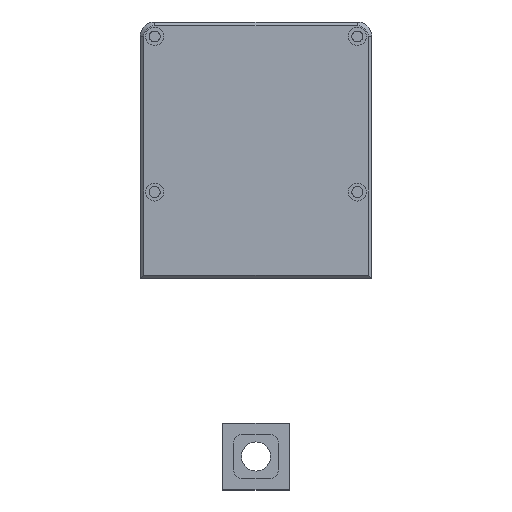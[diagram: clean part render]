
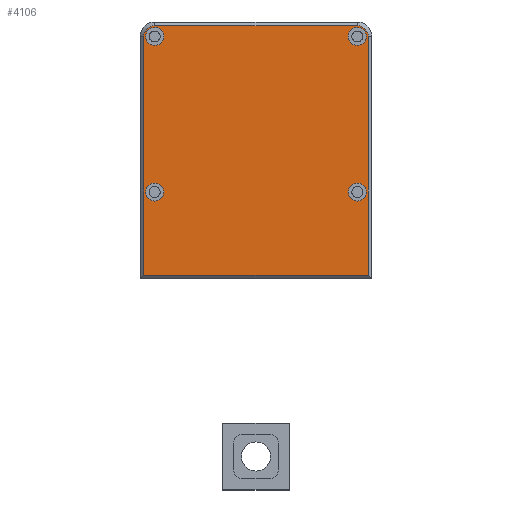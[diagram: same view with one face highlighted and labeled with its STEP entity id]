
A CAD part, top view. The second image highlights one B-rep face of the part: STEP entity #4106.
In plain terms, the highlighted planar face has unit normal (0, 0, 1).
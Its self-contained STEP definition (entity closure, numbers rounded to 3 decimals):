
#95=FACE_BOUND('',#672,.T.);
#96=FACE_BOUND('',#673,.T.);
#97=FACE_BOUND('',#674,.T.);
#98=FACE_BOUND('',#675,.T.);
#219=PLANE('',#4420);
#402=FACE_OUTER_BOUND('',#671,.T.);
#671=EDGE_LOOP('',(#3454,#3455,#3456,#3457,#3458,#3459));
#672=EDGE_LOOP('',(#3460));
#673=EDGE_LOOP('',(#3461));
#674=EDGE_LOOP('',(#3462));
#675=EDGE_LOOP('',(#3463));
#1074=LINE('',#6503,#1487);
#1076=LINE('',#6506,#1489);
#1080=LINE('',#6513,#1493);
#1087=LINE('',#6531,#1500);
#1487=VECTOR('',#5288,10.);
#1489=VECTOR('',#5292,10.);
#1493=VECTOR('',#5298,10.);
#1500=VECTOR('',#5313,10.);
#1681=CIRCLE('',#4410,3.);
#1683=CIRCLE('',#4413,3.);
#1686=CIRCLE('',#4421,2.5);
#1687=CIRCLE('',#4422,2.5);
#1688=CIRCLE('',#4423,2.5);
#1689=CIRCLE('',#4424,2.5);
#1995=VERTEX_POINT('',#6482);
#1998=VERTEX_POINT('',#6487);
#1999=VERTEX_POINT('',#6491);
#2002=VERTEX_POINT('',#6496);
#2004=VERTEX_POINT('',#6501);
#2005=VERTEX_POINT('',#6509);
#2014=VERTEX_POINT('',#6532);
#2015=VERTEX_POINT('',#6534);
#2016=VERTEX_POINT('',#6536);
#2017=VERTEX_POINT('',#6538);
#2495=EDGE_CURVE('',#1998,#1995,#1681,.T.);
#2499=EDGE_CURVE('',#2002,#1999,#1683,.T.);
#2501=EDGE_CURVE('',#2004,#2002,#1074,.T.);
#2503=EDGE_CURVE('',#1999,#1998,#1076,.T.);
#2507=EDGE_CURVE('',#1995,#2005,#1080,.T.);
#2516=EDGE_CURVE('',#2005,#2004,#1087,.T.);
#2517=EDGE_CURVE('',#2014,#2014,#1686,.T.);
#2518=EDGE_CURVE('',#2015,#2015,#1687,.T.);
#2519=EDGE_CURVE('',#2016,#2016,#1688,.T.);
#2520=EDGE_CURVE('',#2017,#2017,#1689,.T.);
#3454=ORIENTED_EDGE('',*,*,#2507,.F.);
#3455=ORIENTED_EDGE('',*,*,#2495,.F.);
#3456=ORIENTED_EDGE('',*,*,#2503,.F.);
#3457=ORIENTED_EDGE('',*,*,#2499,.F.);
#3458=ORIENTED_EDGE('',*,*,#2501,.F.);
#3459=ORIENTED_EDGE('',*,*,#2516,.F.);
#3460=ORIENTED_EDGE('',*,*,#2517,.T.);
#3461=ORIENTED_EDGE('',*,*,#2518,.T.);
#3462=ORIENTED_EDGE('',*,*,#2519,.T.);
#3463=ORIENTED_EDGE('',*,*,#2520,.T.);
#4106=ADVANCED_FACE('',(#402,#95,#96,#97,#98),#219,.T.);
#4410=AXIS2_PLACEMENT_3D('',#6489,#5275,#5276);
#4413=AXIS2_PLACEMENT_3D('',#6498,#5283,#5284);
#4420=AXIS2_PLACEMENT_3D('',#6530,#5311,#5312);
#4421=AXIS2_PLACEMENT_3D('',#6533,#5314,#5315);
#4422=AXIS2_PLACEMENT_3D('',#6535,#5316,#5317);
#4423=AXIS2_PLACEMENT_3D('',#6537,#5318,#5319);
#4424=AXIS2_PLACEMENT_3D('',#6539,#5320,#5321);
#5275=DIRECTION('center_axis',(0.,0.,-1.));
#5276=DIRECTION('ref_axis',(0.707,0.707,0.));
#5283=DIRECTION('center_axis',(0.,0.,-1.));
#5284=DIRECTION('ref_axis',(-0.707,0.707,0.));
#5288=DIRECTION('',(0.,1.,0.));
#5292=DIRECTION('',(1.,0.,0.));
#5298=DIRECTION('',(0.,-1.,0.));
#5311=DIRECTION('center_axis',(0.,0.,1.));
#5312=DIRECTION('ref_axis',(-1.,0.,0.));
#5313=DIRECTION('',(-1.,0.,0.));
#5314=DIRECTION('center_axis',(0.,0.,-1.));
#5315=DIRECTION('ref_axis',(1.,0.,0.));
#5316=DIRECTION('center_axis',(0.,0.,-1.));
#5317=DIRECTION('ref_axis',(1.,0.,0.));
#5318=DIRECTION('center_axis',(0.,0.,-1.));
#5319=DIRECTION('ref_axis',(1.,0.,0.));
#5320=DIRECTION('center_axis',(0.,0.,-1.));
#5321=DIRECTION('ref_axis',(1.,0.,0.));
#6482=CARTESIAN_POINT('',(40.25,93.25,46.));
#6487=CARTESIAN_POINT('',(37.25,96.25,46.));
#6489=CARTESIAN_POINT('Origin',(37.25,93.25,46.));
#6491=CARTESIAN_POINT('',(-18.75,96.25,46.));
#6496=CARTESIAN_POINT('',(-21.75,93.25,46.));
#6498=CARTESIAN_POINT('Origin',(-18.75,93.25,46.));
#6501=CARTESIAN_POINT('',(-21.75,27.25,46.));
#6503=CARTESIAN_POINT('',(-21.75,85.25,46.));
#6506=CARTESIAN_POINT('',(23.25,96.25,46.));
#6509=CARTESIAN_POINT('',(40.25,27.25,46.));
#6513=CARTESIAN_POINT('',(40.25,65.25,46.));
#6530=CARTESIAN_POINT('Origin',(9.25,84.25,46.));
#6531=CARTESIAN_POINT('',(-4.75,27.25,46.));
#6532=CARTESIAN_POINT('',(34.75,50.25,46.));
#6533=CARTESIAN_POINT('Origin',(37.25,50.25,46.));
#6534=CARTESIAN_POINT('',(-21.25,93.25,46.));
#6535=CARTESIAN_POINT('Origin',(-18.75,93.25,46.));
#6536=CARTESIAN_POINT('',(-21.25,50.25,46.));
#6537=CARTESIAN_POINT('Origin',(-18.75,50.25,46.));
#6538=CARTESIAN_POINT('',(34.75,93.25,46.));
#6539=CARTESIAN_POINT('Origin',(37.25,93.25,46.));
